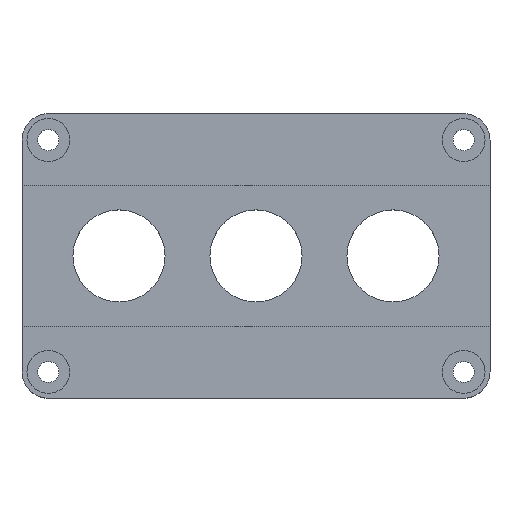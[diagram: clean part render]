
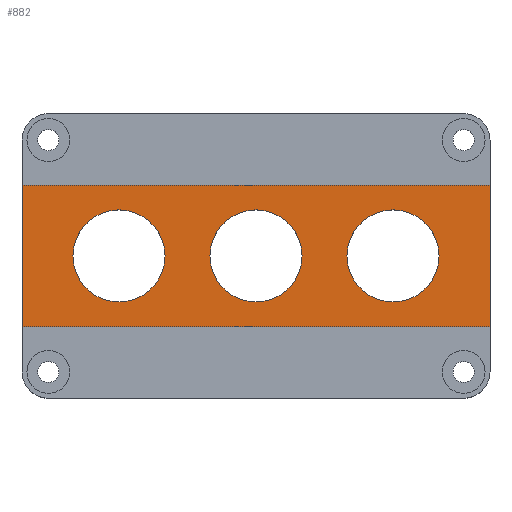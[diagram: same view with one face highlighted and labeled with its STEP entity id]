
A CAD part, top view. The second image highlights one B-rep face of the part: STEP entity #882.
In plain terms, the highlighted planar face has unit normal (0, 0, 1).
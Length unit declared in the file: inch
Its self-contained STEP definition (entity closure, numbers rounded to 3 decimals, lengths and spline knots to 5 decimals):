
#5 = CARTESIAN_POINT ( 'NONE',  ( -2.22, 1.01, 0.293 ) ) ;
#26 = DIRECTION ( 'NONE',  ( 1., 0., 0. ) ) ;
#27 = EDGE_CURVE ( 'NONE', #235, #871, #719, .T. ) ;
#43 = LINE ( 'NONE', #5, #894 ) ;
#45 = DIRECTION ( 'NONE',  ( 1., 0., 0. ) ) ;
#73 = DIRECTION ( 'NONE',  ( 0., 0., 1. ) ) ;
#79 = LINE ( 'NONE', #517, #238 ) ;
#99 = DIRECTION ( 'NONE',  ( 1., 0., 0. ) ) ;
#108 = CARTESIAN_POINT ( 'NONE',  ( -0.46, 0.675, 0.293 ) ) ;
#120 = FACE_BOUND ( 'NONE', #257, .T. ) ;
#136 = PLANE ( 'NONE',  #189 ) ;
#146 = VERTEX_POINT ( 'NONE', #821 ) ;
#166 = EDGE_LOOP ( 'NONE', ( #562, #661, #845, #853 ) ) ;
#173 = CARTESIAN_POINT ( 'NONE',  ( -2.22, 0.34, 0.293 ) ) ;
#183 = EDGE_CURVE ( 'NONE', #388, #388, #442, .T. ) ;
#189 = AXIS2_PLACEMENT_3D ( 'NONE', #582, #201, #642 ) ;
#201 = DIRECTION ( 'NONE',  ( 0., 0., 1. ) ) ;
#220 = DIRECTION ( 'NONE',  ( 0., -1., 0. ) ) ;
#226 = VERTEX_POINT ( 'NONE', #814 ) ;
#233 = ORIENTED_EDGE ( 'NONE', *, *, #540, .F. ) ;
#235 = VERTEX_POINT ( 'NONE', #972 ) ;
#238 = VECTOR ( 'NONE', #45, 39.37008 ) ;
#257 = EDGE_LOOP ( 'NONE', ( #937 ) ) ;
#266 = FACE_BOUND ( 'NONE', #767, .T. ) ;
#342 = EDGE_CURVE ( 'NONE', #358, #358, #475, .T. ) ;
#348 = CARTESIAN_POINT ( 'NONE',  ( -1.5415, 0.675, 0.293 ) ) ;
#358 = VERTEX_POINT ( 'NONE', #938 ) ;
#359 = CARTESIAN_POINT ( 'NONE',  ( -0.2415, 0.675, 0.293 ) ) ;
#388 = VERTEX_POINT ( 'NONE', #348 ) ;
#427 = DIRECTION ( 'NONE',  ( 1., 0., 0. ) ) ;
#442 = CIRCLE ( 'NONE', #860, 0.2185 ) ;
#469 = FACE_OUTER_BOUND ( 'NONE', #166, .T. ) ;
#475 = CIRCLE ( 'NONE', #742, 0.2185 ) ;
#486 = FACE_BOUND ( 'NONE', #789, .T. ) ;
#509 = CARTESIAN_POINT ( 'NONE',  ( -1.11, 0.675, 0.293 ) ) ;
#517 = CARTESIAN_POINT ( 'NONE',  ( -2.22, 1.01, 0.293 ) ) ;
#528 = LINE ( 'NONE', #173, #917 ) ;
#529 = VECTOR ( 'NONE', #761, 39.37008 ) ;
#533 = DIRECTION ( 'NONE',  ( 1., 0., 0. ) ) ;
#540 = EDGE_CURVE ( 'NONE', #700, #700, #652, .T. ) ;
#547 = CARTESIAN_POINT ( 'NONE',  ( 0., 1.01, 0.293 ) ) ;
#561 = DIRECTION ( 'NONE',  ( 0., 0., 1. ) ) ;
#562 = ORIENTED_EDGE ( 'NONE', *, *, #27, .F. ) ;
#582 = CARTESIAN_POINT ( 'NONE',  ( -2.22, 1.01, 0.293 ) ) ;
#584 = AXIS2_PLACEMENT_3D ( 'NONE', #108, #561, #26 ) ;
#600 = CARTESIAN_POINT ( 'NONE',  ( -1.76, 0.675, 0.293 ) ) ;
#642 = DIRECTION ( 'NONE',  ( 0., -1., 0. ) ) ;
#646 = EDGE_CURVE ( 'NONE', #146, #871, #528, .T. ) ;
#652 = CIRCLE ( 'NONE', #584, 0.2185 ) ;
#661 = ORIENTED_EDGE ( 'NONE', *, *, #904, .F. ) ;
#700 = VERTEX_POINT ( 'NONE', #359 ) ;
#719 = LINE ( 'NONE', #547, #529 ) ;
#742 = AXIS2_PLACEMENT_3D ( 'NONE', #509, #953, #427 ) ;
#761 = DIRECTION ( 'NONE',  ( 0., -1., 0. ) ) ;
#767 = EDGE_LOOP ( 'NONE', ( #935 ) ) ;
#789 = EDGE_LOOP ( 'NONE', ( #233 ) ) ;
#795 = EDGE_CURVE ( 'NONE', #226, #146, #43, .T. ) ;
#814 = CARTESIAN_POINT ( 'NONE',  ( -2.22, 1.01, 0.293 ) ) ;
#821 = CARTESIAN_POINT ( 'NONE',  ( -2.22, 0.34, 0.293 ) ) ;
#845 = ORIENTED_EDGE ( 'NONE', *, *, #795, .T. ) ;
#853 = ORIENTED_EDGE ( 'NONE', *, *, #646, .T. ) ;
#860 = AXIS2_PLACEMENT_3D ( 'NONE', #600, #73, #533 ) ;
#871 = VERTEX_POINT ( 'NONE', #963 ) ;
#882 = ADVANCED_FACE ( 'NONE', ( #486, #266, #120, #469 ), #136, .T. ) ;
#894 = VECTOR ( 'NONE', #220, 39.37008 ) ;
#904 = EDGE_CURVE ( 'NONE', #226, #235, #79, .T. ) ;
#917 = VECTOR ( 'NONE', #99, 39.37008 ) ;
#935 = ORIENTED_EDGE ( 'NONE', *, *, #342, .F. ) ;
#937 = ORIENTED_EDGE ( 'NONE', *, *, #183, .F. ) ;
#938 = CARTESIAN_POINT ( 'NONE',  ( -0.8915, 0.675, 0.293 ) ) ;
#953 = DIRECTION ( 'NONE',  ( 0., 0., 1. ) ) ;
#963 = CARTESIAN_POINT ( 'NONE',  ( 0., 0.34, 0.293 ) ) ;
#972 = CARTESIAN_POINT ( 'NONE',  ( 0., 1.01, 0.293 ) ) ;
